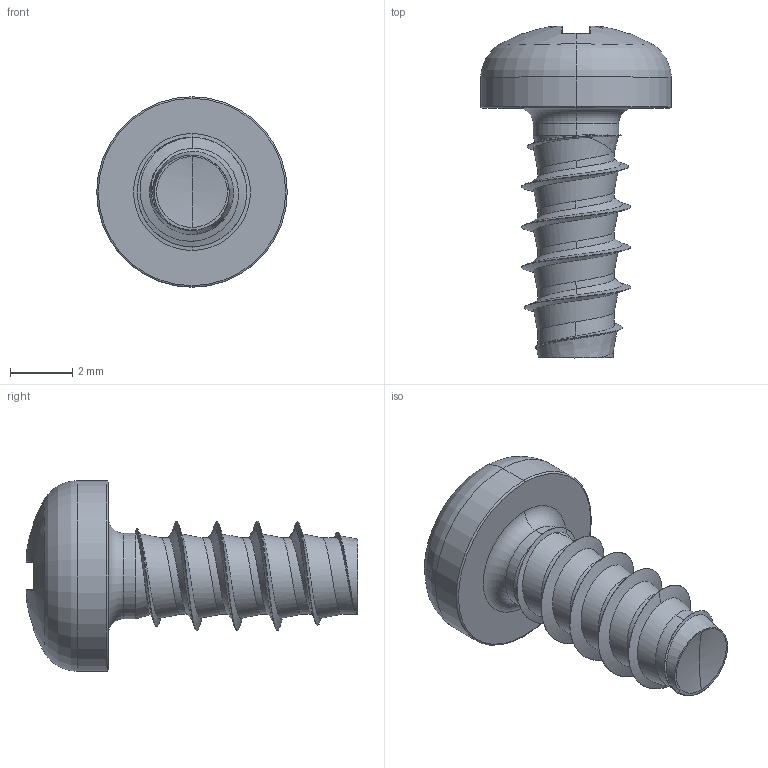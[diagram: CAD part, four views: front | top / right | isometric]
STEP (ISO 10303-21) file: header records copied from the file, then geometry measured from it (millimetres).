
FILE_DESCRIPTION (( 'STEP AP203' ), '1' );
FILE_NAME ('STP220350080.STEP', '2017-08-15T02:53:21', ( '' ), ( '' ), 'SwSTEP 2.0', 'SolidWorks 2015', '' );
FILE_SCHEMA (( 'CONFIG_CONTROL_DESIGN' ));
Length unit declared in the file: millimetre
Products named in the file (1): STP220350080
Bounding box: 6.1 x 10.63 x 6.1 mm (x, y, z)
Volume: 100.1 mm3; surface area: 196 mm2
Topology: 1 solids, 1 shells, 185 faces, 441 edges, 258 vertices
Faces by surface type: bspline 55, torus 36, cylinder 36, plane 30, sphere 20, cone 8
Entity records: 15860 total; most frequent: CARTESIAN_POINT 11984, ORIENTED_EDGE 878, DIRECTION 718, EDGE_CURVE 439, AXIS2_PLACEMENT_3D 319, VERTEX_POINT 258, CIRCLE 188, EDGE_LOOP 187
